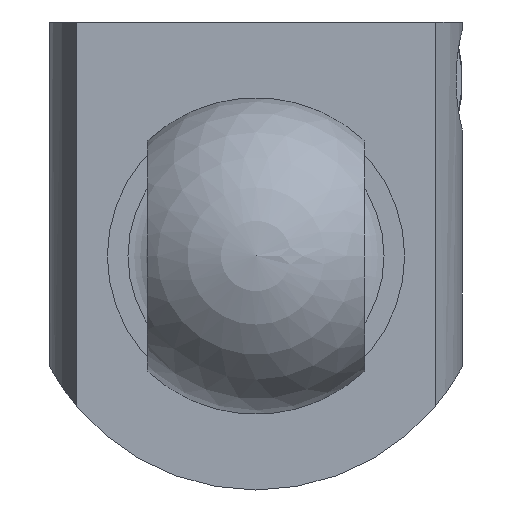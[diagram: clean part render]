
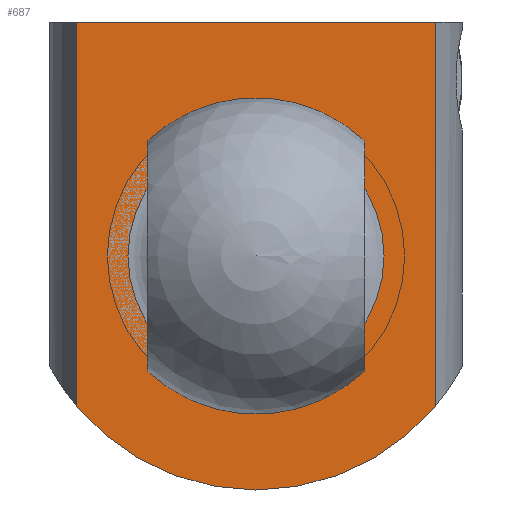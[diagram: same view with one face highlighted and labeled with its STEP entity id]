
A CAD part, front view. The second image highlights one B-rep face of the part: STEP entity #687.
In plain terms, the highlighted planar face has unit normal (0, -1, 0).
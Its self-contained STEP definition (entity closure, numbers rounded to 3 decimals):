
#62=PLANE('',#774);
#79=FACE_OUTER_BOUND('',#123,.T.);
#123=EDGE_LOOP('',(#490,#491,#492,#493));
#181=LINE('',#1219,#205);
#183=LINE('',#1244,#207);
#185=LINE('',#1251,#209);
#205=VECTOR('',#888,10.);
#207=VECTOR('',#894,10.);
#209=VECTOR('',#906,10.);
#231=CIRCLE('',#773,85.);
#295=VERTEX_POINT('',#1197);
#298=VERTEX_POINT('',#1217);
#300=VERTEX_POINT('',#1222);
#303=VERTEX_POINT('',#1235);
#368=EDGE_CURVE('',#295,#298,#181,.T.);
#373=EDGE_CURVE('',#300,#303,#183,.T.);
#376=EDGE_CURVE('',#303,#295,#231,.T.);
#377=EDGE_CURVE('',#298,#300,#185,.T.);
#490=ORIENTED_EDGE('',*,*,#373,.T.);
#491=ORIENTED_EDGE('',*,*,#376,.T.);
#492=ORIENTED_EDGE('',*,*,#368,.T.);
#493=ORIENTED_EDGE('',*,*,#377,.T.);
#687=ADVANCED_FACE('',(#79),#62,.F.);
#773=AXIS2_PLACEMENT_3D('',#1249,#902,#903);
#774=AXIS2_PLACEMENT_3D('',#1250,#904,#905);
#888=DIRECTION('',(0.,0.,1.));
#894=DIRECTION('',(0.,0.,-1.));
#902=DIRECTION('center_axis',(0.,-1.,0.));
#903=DIRECTION('ref_axis',(0.882,0.,-0.471));
#904=DIRECTION('center_axis',(0.,1.,0.));
#905=DIRECTION('ref_axis',(1.,0.,0.));
#906=DIRECTION('',(-1.,0.,0.));
#1197=CARTESIAN_POINT('',(65.238,-37.,-54.489));
#1217=CARTESIAN_POINT('',(65.238,-37.,85.));
#1219=CARTESIAN_POINT('',(65.238,-37.,0.));
#1222=CARTESIAN_POINT('',(-65.238,-37.,85.));
#1235=CARTESIAN_POINT('',(-65.238,-37.,-54.489));
#1244=CARTESIAN_POINT('',(-65.238,-37.,0.));
#1249=CARTESIAN_POINT('Origin',(0.,-37.,0.));
#1250=CARTESIAN_POINT('Origin',(0.,-37.,0.));
#1251=CARTESIAN_POINT('',(75.,-37.,85.));
